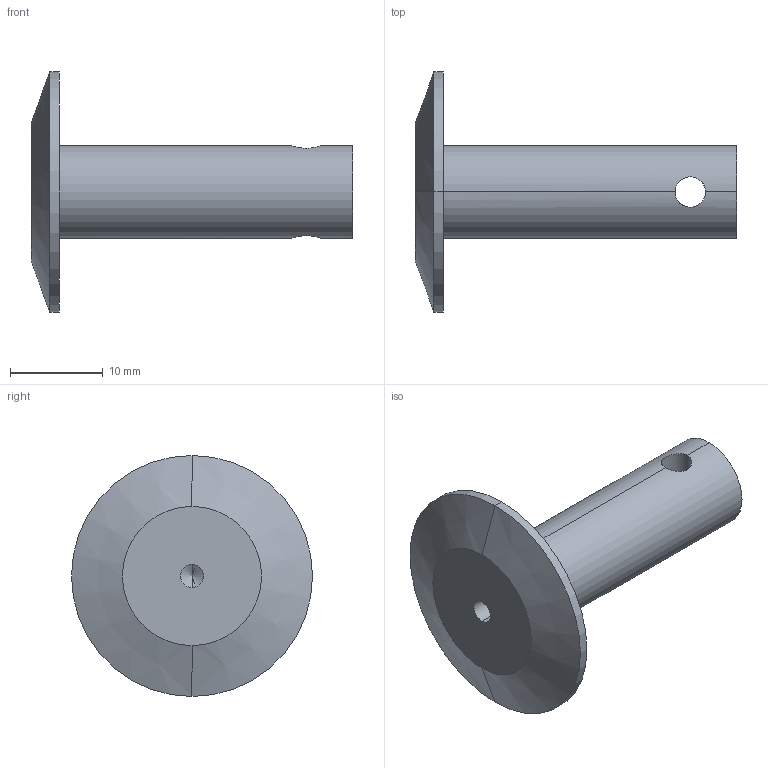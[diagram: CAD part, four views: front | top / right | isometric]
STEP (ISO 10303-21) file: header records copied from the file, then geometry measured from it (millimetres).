
FILE_DESCRIPTION (( 'STEP AP203' ), '1' );
FILE_NAME ('EXXON_USI_19_Aa.STEP', '2020-09-18T15:48:46', ( '' ), ( '' ), 'SwSTEP 2.0', 'SolidWorks 2020', '' );
FILE_SCHEMA (( 'CONFIG_CONTROL_DESIGN' ));
Length unit declared in the file: millimetre
Products named in the file (1): EXXON_USI_19_Aa
Bounding box: 34.66 x 26 x 26 mm (x, y, z)
Volume: 3497.7 mm3; surface area: 2421.9 mm2
Topology: 1 solids, 1 shells, 15 faces, 34 edges, 19 vertices
Faces by surface type: cylinder 8, cone 4, plane 3
Entity records: 589 total; most frequent: CARTESIAN_POINT 179, DIRECTION 74, ORIENTED_EDGE 64, EDGE_CURVE 32, AXIS2_PLACEMENT_3D 30, VERTEX_POINT 19, EDGE_LOOP 17, ADVANCED_FACE 15
